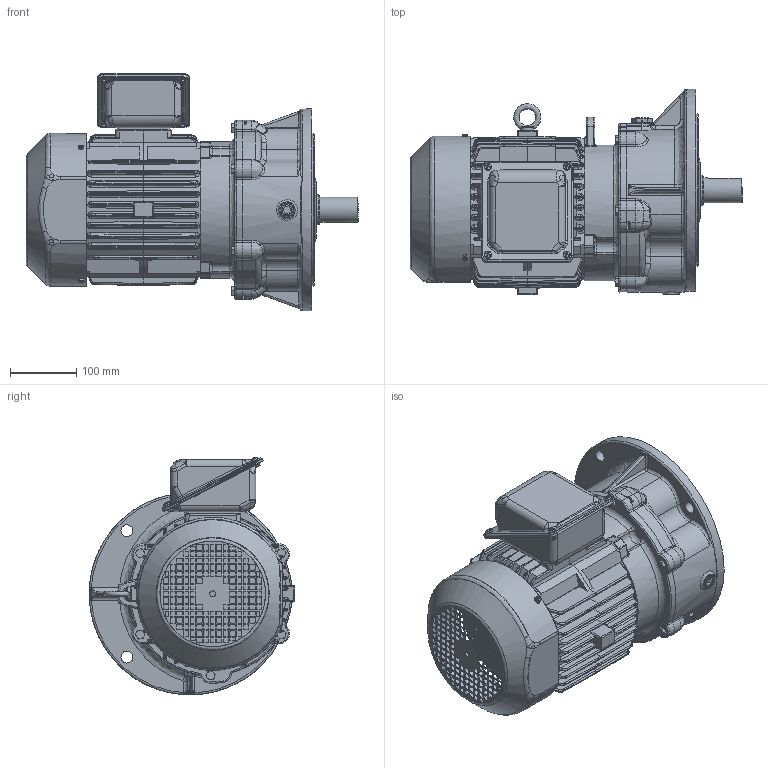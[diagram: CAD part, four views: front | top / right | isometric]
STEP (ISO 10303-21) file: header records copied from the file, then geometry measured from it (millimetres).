
FILE_DESCRIPTION (( 'STEP AP214' ), '1' );
FILE_NAME ('EK2DO07132H001_RPV_3.7KW_R5.stp', '2022-06-23T07:53:56', ( 'Windows 餌辨濠' ), ( '' ), 'SwSTEP 2.0', 'SolidWorks 2021', '' );
FILE_SCHEMA (( 'AUTOMOTIVE_DESIGN' ));
Length unit declared in the file: millimetre
Products named in the file (1): EK2DO07132H001_RPV_3.7KW_R5
Bounding box: 501 x 310.5 x 358.92 mm (x, y, z)
Volume: 15496445.5 mm3; surface area: 1147280.8 mm2
Topology: 26 solids, 27 shells, 3881 faces, 10171 edges, 6384 vertices
Faces by surface type: plane 1394, cylinder 1374, bspline 987, cone 126
Full cylindrical faces by diameter (mm): 1.5 x1, 2.6 x4, 4.917 x4, 5 x7, 6 x5, 6.647 x12, 7 x12, 7.7 x1, 8 x14, 8.376 x1, 9 x10, 10 x1, 10.5 x4, 11.6 x6, 14.95 x2, 18 x6, 20 x1, 22 x1, 26 x1, 38 x1, 42 x1, 45 x1, 49.8 x1, 64 x1, 68 x2, 198 x2, 230 x1, 305 x1
Entity records: 176068 total; most frequent: CARTESIAN_POINT 87036, ORIENTED_EDGE 19798, DIRECTION 16212, EDGE_CURVE 9899, VERTEX_POINT 6325, AXIS2_PLACEMENT_3D 5757, LINE 4698, VECTOR 4698
